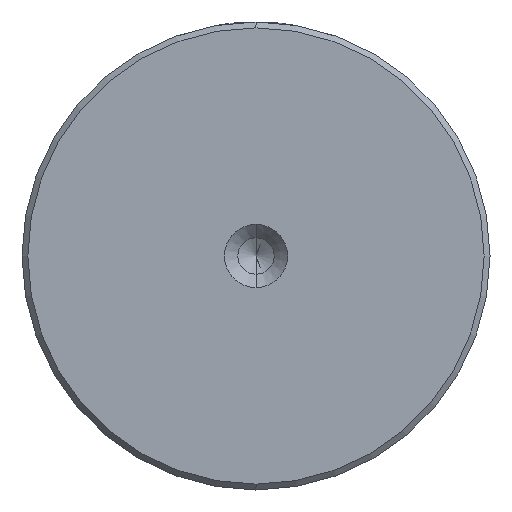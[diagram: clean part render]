
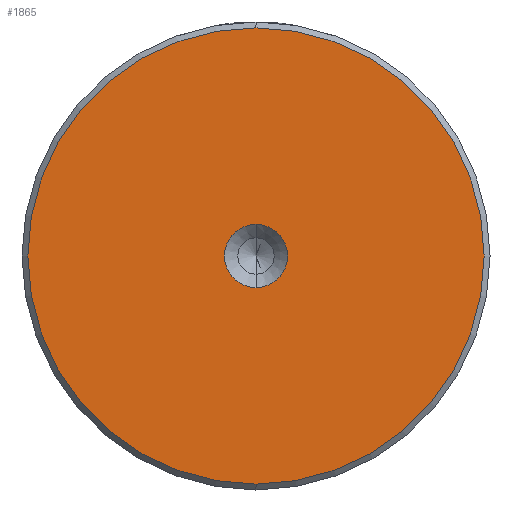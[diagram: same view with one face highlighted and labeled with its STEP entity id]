
A CAD part, left-side view. The second image highlights one B-rep face of the part: STEP entity #1865.
In plain terms, the highlighted planar face has unit normal (-1, 0, 0).
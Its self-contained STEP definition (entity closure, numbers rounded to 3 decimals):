
#146 = AXIS2_PLACEMENT_3D ( 'NONE', #1939, #1931, #1921 ) ;
#177 = CARTESIAN_POINT ( 'NONE',  ( 0., 0., 0. ) ) ;
#234 = CARTESIAN_POINT ( 'NONE',  ( 0., 0., 19.5 ) ) ;
#250 = EDGE_CURVE ( 'NONE', #2279, #1422, #378, .T. ) ;
#253 = DIRECTION ( 'NONE',  ( 0., 0., 1. ) ) ;
#259 = DIRECTION ( 'NONE',  ( -1., 0., 0. ) ) ;
#362 = DIRECTION ( 'NONE',  ( 0., 0., 1. ) ) ;
#378 = CIRCLE ( 'NONE', #146, 19.5 ) ;
#379 = ORIENTED_EDGE ( 'NONE', *, *, #1183, .T. ) ;
#403 = PLANE ( 'NONE',  #940 ) ;
#411 = CARTESIAN_POINT ( 'NONE',  ( 0., 0., 0. ) ) ;
#500 = EDGE_CURVE ( 'NONE', #559, #1038, #1744, .T. ) ;
#559 = VERTEX_POINT ( 'NONE', #1098 ) ;
#581 = DIRECTION ( 'NONE',  ( 0., 0., 1. ) ) ;
#641 = ORIENTED_EDGE ( 'NONE', *, *, #500, .F. ) ;
#700 = EDGE_LOOP ( 'NONE', ( #1736, #641 ) ) ;
#713 = AXIS2_PLACEMENT_3D ( 'NONE', #411, #259, #253 ) ;
#740 = CARTESIAN_POINT ( 'NONE',  ( 0., 0., 0. ) ) ;
#847 = FACE_OUTER_BOUND ( 'NONE', #1815, .T. ) ;
#916 = DIRECTION ( 'NONE',  ( 0., 0., 1. ) ) ;
#940 = AXIS2_PLACEMENT_3D ( 'NONE', #2144, #1625, #581 ) ;
#1038 = VERTEX_POINT ( 'NONE', #1905 ) ;
#1098 = CARTESIAN_POINT ( 'NONE',  ( 0., 0., -2.7 ) ) ;
#1183 = EDGE_CURVE ( 'NONE', #1422, #2279, #1972, .T. ) ;
#1313 = CIRCLE ( 'NONE', #1985, 2.7 ) ;
#1415 = DIRECTION ( 'NONE',  ( -1., 0., 0. ) ) ;
#1422 = VERTEX_POINT ( 'NONE', #1741 ) ;
#1625 = DIRECTION ( 'NONE',  ( -1., 0., 0. ) ) ;
#1698 = ORIENTED_EDGE ( 'NONE', *, *, #250, .T. ) ;
#1736 = ORIENTED_EDGE ( 'NONE', *, *, #2002, .F. ) ;
#1741 = CARTESIAN_POINT ( 'NONE',  ( 0., 0., -19.5 ) ) ;
#1744 = CIRCLE ( 'NONE', #713, 2.7 ) ;
#1815 = EDGE_LOOP ( 'NONE', ( #379, #1698 ) ) ;
#1865 = ADVANCED_FACE ( 'NONE', ( #847, #2122 ), #403, .T. ) ;
#1905 = CARTESIAN_POINT ( 'NONE',  ( 0., 0., 2.7 ) ) ;
#1921 = DIRECTION ( 'NONE',  ( 0., 0., 1. ) ) ;
#1931 = DIRECTION ( 'NONE',  ( -1., 0., 0. ) ) ;
#1939 = CARTESIAN_POINT ( 'NONE',  ( 0., 0., 0. ) ) ;
#1954 = DIRECTION ( 'NONE',  ( -1., 0., 0. ) ) ;
#1972 = CIRCLE ( 'NONE', #2016, 19.5 ) ;
#1985 = AXIS2_PLACEMENT_3D ( 'NONE', #177, #1415, #362 ) ;
#2002 = EDGE_CURVE ( 'NONE', #1038, #559, #1313, .T. ) ;
#2016 = AXIS2_PLACEMENT_3D ( 'NONE', #740, #1954, #916 ) ;
#2122 = FACE_BOUND ( 'NONE', #700, .T. ) ;
#2144 = CARTESIAN_POINT ( 'NONE',  ( 0., 0., 0. ) ) ;
#2279 = VERTEX_POINT ( 'NONE', #234 ) ;
